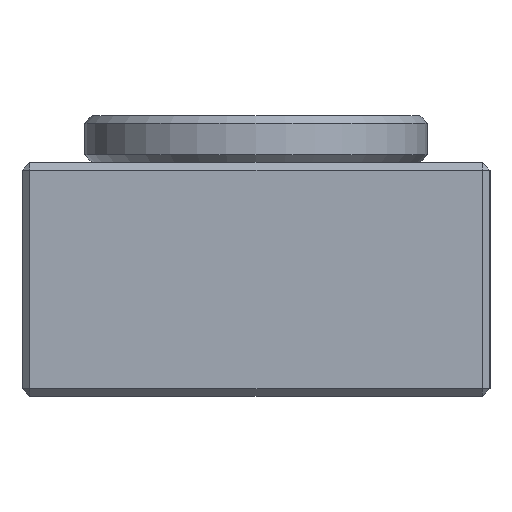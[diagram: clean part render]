
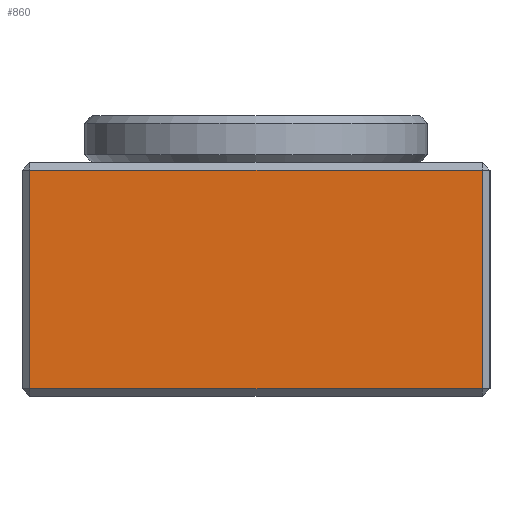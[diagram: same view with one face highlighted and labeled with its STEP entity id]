
A CAD part, left-side view. The second image highlights one B-rep face of the part: STEP entity #860.
In plain terms, the highlighted planar face has unit normal (-1, 0, 0).
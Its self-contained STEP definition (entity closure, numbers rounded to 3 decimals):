
#26=PLANE('',#962);
#76=FACE_OUTER_BOUND('',#125,.T.);
#125=EDGE_LOOP('',(#618,#619,#620,#621));
#185=LINE('',#1380,#251);
#186=LINE('',#1382,#252);
#187=LINE('',#1384,#253);
#188=LINE('',#1385,#254);
#251=VECTOR('',#1121,1000.);
#252=VECTOR('',#1122,1000.);
#253=VECTOR('',#1123,1000.);
#254=VECTOR('',#1124,1000.);
#390=VERTEX_POINT('',#1378);
#391=VERTEX_POINT('',#1379);
#392=VERTEX_POINT('',#1381);
#393=VERTEX_POINT('',#1383);
#477=EDGE_CURVE('',#390,#391,#185,.T.);
#478=EDGE_CURVE('',#391,#392,#186,.T.);
#479=EDGE_CURVE('',#392,#393,#187,.T.);
#480=EDGE_CURVE('',#393,#390,#188,.T.);
#618=ORIENTED_EDGE('',*,*,#477,.T.);
#619=ORIENTED_EDGE('',*,*,#478,.T.);
#620=ORIENTED_EDGE('',*,*,#479,.T.);
#621=ORIENTED_EDGE('',*,*,#480,.T.);
#860=ADVANCED_FACE('',(#76),#26,.F.);
#962=AXIS2_PLACEMENT_3D('',#1377,#1119,#1120);
#1119=DIRECTION('center_axis',(1.,0.,0.));
#1120=DIRECTION('ref_axis',(0.,0.,-1.));
#1121=DIRECTION('',(0.,-1.,0.));
#1122=DIRECTION('',(0.,0.,1.));
#1123=DIRECTION('',(0.,1.,0.));
#1124=DIRECTION('',(0.,0.,-1.));
#1377=CARTESIAN_POINT('Origin',(-23.,30.,-7.5));
#1378=CARTESIAN_POINT('',(-23.,29.5,-7.));
#1379=CARTESIAN_POINT('',(-23.,0.5,-7.));
#1380=CARTESIAN_POINT('',(-23.,30.,-7.));
#1381=CARTESIAN_POINT('',(-23.,0.5,7.));
#1382=CARTESIAN_POINT('',(-23.,0.5,-7.5));
#1383=CARTESIAN_POINT('',(-23.,29.5,7.));
#1384=CARTESIAN_POINT('',(-23.,30.,7.));
#1385=CARTESIAN_POINT('',(-23.,29.5,-7.5));
